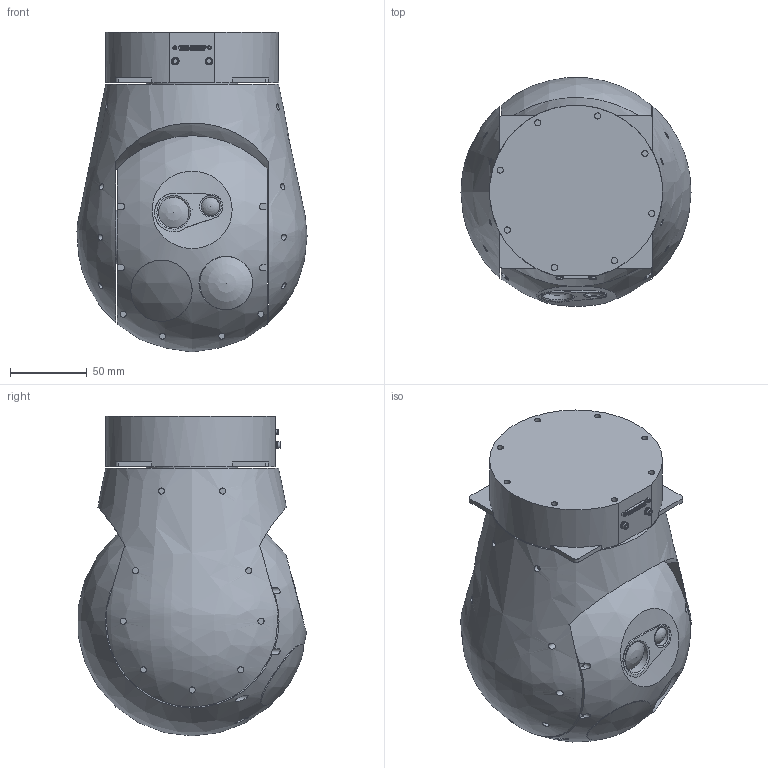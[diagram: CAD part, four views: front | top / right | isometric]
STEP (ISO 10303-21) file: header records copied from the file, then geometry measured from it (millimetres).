
FILE_DESCRIPTION(('FreeCAD Model'),'2;1');
FILE_NAME('Open CASCADE Shape Model','2025-04-26T21:32:28',('FreeCAD'),( 'FreeCAD'),'Open CASCADE STEP processor 7.6','FreeCAD','Unknown');
FILE_SCHEMA(('AUTOMOTIVE_DESIGN { 1 0 10303 214 1 1 1 1 }'));
Length unit declared in the file: millimetre
Products named in the file (1): Open CASCADE STEP translator 7.6 1
Bounding box: 150.33 x 149.39 x 209 mm (x, y, z)
Volume: 2488428.7 mm3; surface area: 190662.9 mm2
Topology: 3 solids, 3 shells, 283 faces, 611 edges, 417 vertices
Faces by surface type: plane 153, cylinder 106, bspline 15, sphere 9
Full cylindrical faces by diameter (mm): 0.6 x36, 1.5 x2, 2.55 x2, 3 x2, 4 x30, 4.2 x2, 5 x2, 35 x3, 40 x1, 60 x1
Entity records: 10707 total; most frequent: CARTESIAN_POINT 4564, DIRECTION 1240, ORIENTED_EDGE 1214, EDGE_CURVE 607, AXIS2_PLACEMENT_3D 503, VERTEX_POINT 417, FACE_BOUND 370, EDGE_LOOP 370
